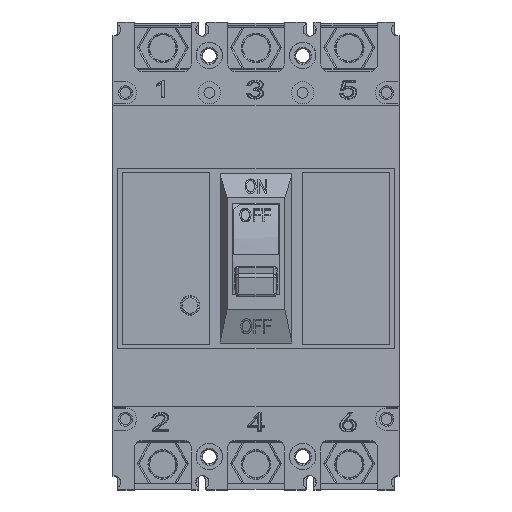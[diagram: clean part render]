
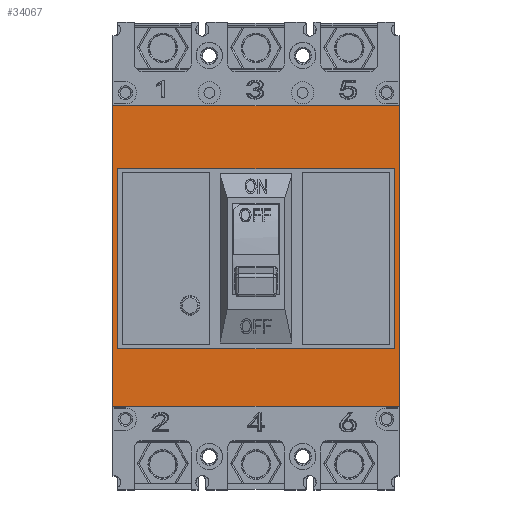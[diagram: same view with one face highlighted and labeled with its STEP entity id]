
A CAD part, top view. The second image highlights one B-rep face of the part: STEP entity #34067.
In plain terms, the highlighted planar face has unit normal (0, 0, 1).
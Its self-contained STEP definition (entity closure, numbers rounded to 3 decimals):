
#450 = CARTESIAN_POINT ( 'NONE',  ( 44.5, 28.1, 72.2 ) ) ;
#473 = CARTESIAN_POINT ( 'NONE',  ( -44.5, 28.1, 72.2 ) ) ;
#624 = EDGE_CURVE ( 'NONE', #4440, #22199, #17112, .T. ) ;
#2173 = DIRECTION ( 'NONE',  ( 0., -1., 0. ) ) ;
#2723 = CARTESIAN_POINT ( 'NONE',  ( 44.5, 28.1, 72.2 ) ) ;
#2987 = CARTESIAN_POINT ( 'NONE',  ( 46., 48.3, 72.2 ) ) ;
#3456 = LINE ( 'NONE', #36701, #7286 ) ;
#4207 = DIRECTION ( 'NONE',  ( -1., 0., 0. ) ) ;
#4308 = LINE ( 'NONE', #33628, #22924 ) ;
#4440 = VERTEX_POINT ( 'NONE', #12621 ) ;
#6018 = AXIS2_PLACEMENT_3D ( 'NONE', #32487, #25482, #4207 ) ;
#6724 = VECTOR ( 'NONE', #31099, 1000. ) ;
#7064 = ORIENTED_EDGE ( 'NONE', *, *, #22832, .T. ) ;
#7286 = VECTOR ( 'NONE', #2173, 1000. ) ;
#7432 = EDGE_LOOP ( 'NONE', ( #14783, #33948, #9880, #28528 ) ) ;
#9880 = ORIENTED_EDGE ( 'NONE', *, *, #624, .T. ) ;
#10331 = CARTESIAN_POINT ( 'NONE',  ( 46., -48.3, 72.2 ) ) ;
#10868 = LINE ( 'NONE', #21546, #19635 ) ;
#12621 = CARTESIAN_POINT ( 'NONE',  ( 44.5, -29.9, 72.2 ) ) ;
#13737 = CARTESIAN_POINT ( 'NONE',  ( -44.5, -29.9, 72.2 ) ) ;
#14783 = ORIENTED_EDGE ( 'NONE', *, *, #25322, .T. ) ;
#17008 = ORIENTED_EDGE ( 'NONE', *, *, #17562, .T. ) ;
#17112 = LINE ( 'NONE', #20385, #6724 ) ;
#17562 = EDGE_CURVE ( 'NONE', #39630, #18429, #3456, .T. ) ;
#17586 = EDGE_CURVE ( 'NONE', #22199, #32647, #30797, .T. ) ;
#17748 = DIRECTION ( 'NONE',  ( 1., 0., 0. ) ) ;
#18429 = VERTEX_POINT ( 'NONE', #22436 ) ;
#19281 = DIRECTION ( 'NONE',  ( 0., 1., 0. ) ) ;
#19635 = VECTOR ( 'NONE', #38780, 1000. ) ;
#19642 = VERTEX_POINT ( 'NONE', #450 ) ;
#19750 = DIRECTION ( 'NONE',  ( 0., 1., 0. ) ) ;
#20095 = DIRECTION ( 'NONE',  ( -1., 0., 0. ) ) ;
#20385 = CARTESIAN_POINT ( 'NONE',  ( 44.5, -29.9, 72.2 ) ) ;
#21546 = CARTESIAN_POINT ( 'NONE',  ( -46., -48.3, 72.2 ) ) ;
#22199 = VERTEX_POINT ( 'NONE', #13737 ) ;
#22436 = CARTESIAN_POINT ( 'NONE',  ( -46., -48.3, 72.2 ) ) ;
#22832 = EDGE_CURVE ( 'NONE', #40401, #39630, #43043, .T. ) ;
#22924 = VECTOR ( 'NONE', #19281, 1000. ) ;
#25179 = PLANE ( 'NONE',  #6018 ) ;
#25322 = EDGE_CURVE ( 'NONE', #32647, #19642, #41296, .T. ) ;
#25347 = CARTESIAN_POINT ( 'NONE',  ( -46., 48.3, 72.2 ) ) ;
#25482 = DIRECTION ( 'NONE',  ( 0., 0., 1. ) ) ;
#25647 = EDGE_CURVE ( 'NONE', #19642, #4440, #33074, .T. ) ;
#26518 = VERTEX_POINT ( 'NONE', #10331 ) ;
#27063 = FACE_BOUND ( 'NONE', #7432, .T. ) ;
#27169 = DIRECTION ( 'NONE',  ( 0., -1., 0. ) ) ;
#28129 = CARTESIAN_POINT ( 'NONE',  ( -44.5, 28.1, 72.2 ) ) ;
#28528 = ORIENTED_EDGE ( 'NONE', *, *, #17586, .T. ) ;
#28904 = ORIENTED_EDGE ( 'NONE', *, *, #29587, .T. ) ;
#29587 = EDGE_CURVE ( 'NONE', #26518, #40401, #4308, .T. ) ;
#29697 = VECTOR ( 'NONE', #19750, 1000. ) ;
#30797 = LINE ( 'NONE', #33649, #29697 ) ;
#30906 = VECTOR ( 'NONE', #27169, 1000. ) ;
#30915 = CARTESIAN_POINT ( 'NONE',  ( 46., 48.3, 72.2 ) ) ;
#31099 = DIRECTION ( 'NONE',  ( -1., 0., 0. ) ) ;
#31290 = EDGE_CURVE ( 'NONE', #18429, #26518, #10868, .T. ) ;
#32037 = VECTOR ( 'NONE', #17748, 1000. ) ;
#32487 = CARTESIAN_POINT ( 'NONE',  ( 0., -75., 72.2 ) ) ;
#32647 = VERTEX_POINT ( 'NONE', #473 ) ;
#33074 = LINE ( 'NONE', #2723, #30906 ) ;
#33628 = CARTESIAN_POINT ( 'NONE',  ( 46., -48.3, 72.2 ) ) ;
#33649 = CARTESIAN_POINT ( 'NONE',  ( -44.5, -29.9, 72.2 ) ) ;
#33753 = VECTOR ( 'NONE', #20095, 1000. ) ;
#33948 = ORIENTED_EDGE ( 'NONE', *, *, #25647, .T. ) ;
#34067 = ADVANCED_FACE ( 'NONE', ( #27063, #35228 ), #25179, .T. ) ;
#34303 = EDGE_LOOP ( 'NONE', ( #36039, #28904, #7064, #17008 ) ) ;
#35228 = FACE_OUTER_BOUND ( 'NONE', #34303, .T. ) ;
#36039 = ORIENTED_EDGE ( 'NONE', *, *, #31290, .T. ) ;
#36701 = CARTESIAN_POINT ( 'NONE',  ( -46., 48.3, 72.2 ) ) ;
#38780 = DIRECTION ( 'NONE',  ( 1., 0., 0. ) ) ;
#39630 = VERTEX_POINT ( 'NONE', #25347 ) ;
#40401 = VERTEX_POINT ( 'NONE', #30915 ) ;
#41296 = LINE ( 'NONE', #28129, #32037 ) ;
#43043 = LINE ( 'NONE', #2987, #33753 ) ;
